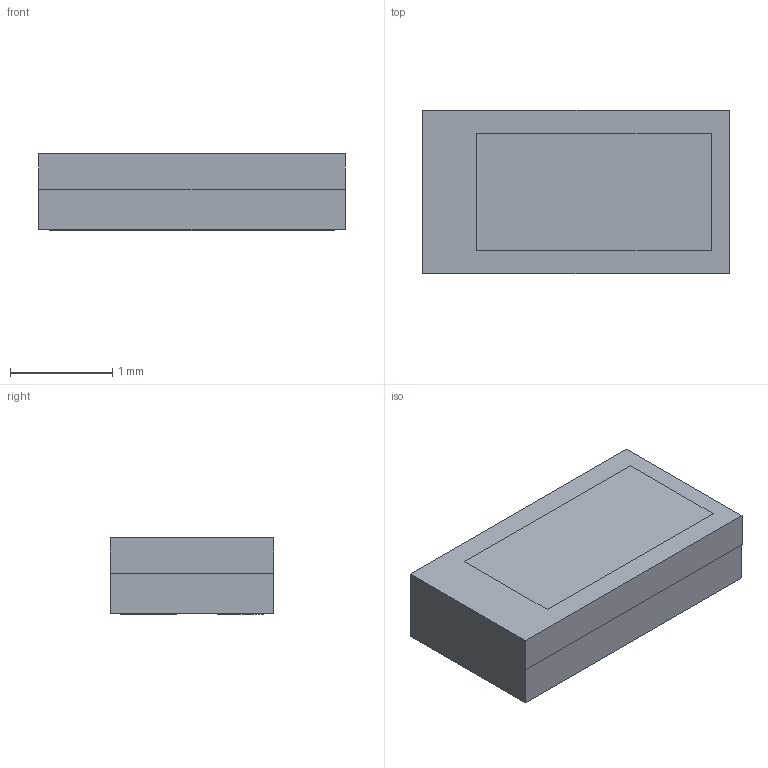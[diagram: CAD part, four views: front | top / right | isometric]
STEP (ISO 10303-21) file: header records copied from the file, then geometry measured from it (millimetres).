
FILE_DESCRIPTION (( 'STEP AP214' ), '1' );
FILE_NAME ('NC2W131C.STEP', '2018-11-19T01:40:59', ( '' ), ( '' ), 'SwSTEP 2.0', 'SolidWorks 2016', '' );
FILE_SCHEMA (( 'AUTOMOTIVE_DESIGN' ));
Length unit declared in the file: millimetre
Products named in the file (4): NC2W131C; Part3; Part2; Part1
Assembly tree (3 placements, depth 2):
  NC2W131C
    Part1
    Part2
    Part3
Bounding box: 3 x 1.6 x 0.75 mm (x, y, z)
Volume: 3.6 mm3; surface area: 32.1 mm2
Topology: 3 solids, 3 shells, 43 faces, 99 edges, 66 vertices
Faces by surface type: plane 39, cylinder 4
Entity records: 1355 total; most frequent: CARTESIAN_POINT 214, DIRECTION 205, ORIENTED_EDGE 198, EDGE_CURVE 99, LINE 91, VECTOR 91, VERTEX_POINT 66, AXIS2_PLACEMENT_3D 57
